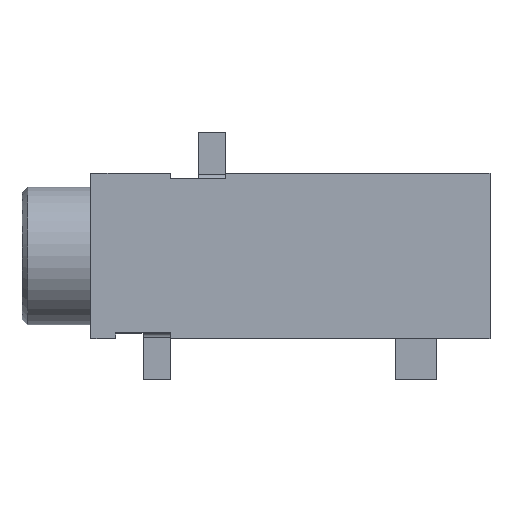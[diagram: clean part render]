
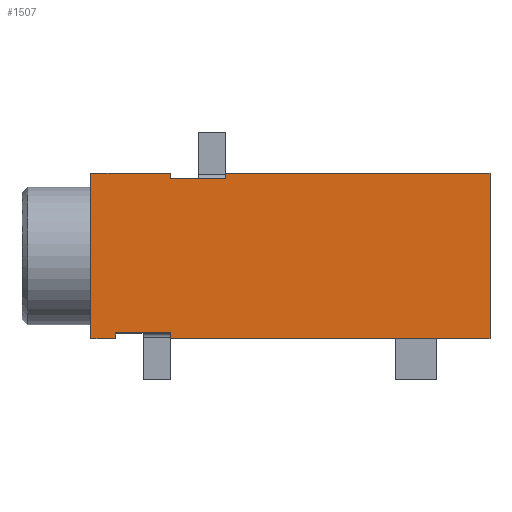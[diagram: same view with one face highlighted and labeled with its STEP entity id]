
A CAD part, top view. The second image highlights one B-rep face of the part: STEP entity #1507.
In plain terms, the highlighted planar face has unit normal (0, 0, 1).
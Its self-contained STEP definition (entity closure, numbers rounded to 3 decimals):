
#41 = VERTEX_POINT('',#42);
#42 = CARTESIAN_POINT('',(-3.5,-3.03,5.1));
#48 = EDGE_CURVE('',#49,#41,#51,.T.);
#49 = VERTEX_POINT('',#50);
#50 = CARTESIAN_POINT('',(-3.5,-0.03,5.1));
#51 = LINE('',#52,#53);
#52 = CARTESIAN_POINT('',(-3.5,-3.03,5.1));
#53 = VECTOR('',#54,1.);
#54 = DIRECTION('',(0.,-1.,0.));
#72 = VERTEX_POINT('',#73);
#73 = CARTESIAN_POINT('',(-2.6,-3.03,5.1));
#81 = EDGE_CURVE('',#72,#41,#82,.T.);
#82 = LINE('',#83,#84);
#83 = CARTESIAN_POINT('',(11.,-3.03,5.1));
#84 = VECTOR('',#85,1.);
#85 = DIRECTION('',(-1.,0.,-0.));
#111 = VERTEX_POINT('',#112);
#112 = CARTESIAN_POINT('',(-2.6,-2.83,5.1));
#118 = EDGE_CURVE('',#111,#72,#119,.T.);
#119 = LINE('',#120,#121);
#120 = CARTESIAN_POINT('',(-2.6,-0.03,5.1));
#121 = VECTOR('',#122,1.);
#122 = DIRECTION('',(0.,-1.,0.));
#175 = VERTEX_POINT('',#176);
#176 = CARTESIAN_POINT('',(-0.6,-2.83,5.1));
#182 = EDGE_CURVE('',#175,#111,#183,.T.);
#183 = LINE('',#184,#185);
#184 = CARTESIAN_POINT('',(-2.6,-2.83,5.1));
#185 = VECTOR('',#186,1.);
#186 = DIRECTION('',(-1.,0.,0.));
#520 = VERTEX_POINT('',#521);
#521 = CARTESIAN_POINT('',(11.,-3.03,5.1));
#527 = EDGE_CURVE('',#520,#528,#530,.T.);
#528 = VERTEX_POINT('',#529);
#529 = CARTESIAN_POINT('',(-0.6,-3.03,5.1));
#530 = LINE('',#531,#532);
#531 = CARTESIAN_POINT('',(11.,-3.03,5.1));
#532 = VECTOR('',#533,1.);
#533 = DIRECTION('',(-1.,0.,-0.));
#575 = EDGE_CURVE('',#175,#528,#576,.T.);
#576 = LINE('',#577,#578);
#577 = CARTESIAN_POINT('',(-0.6,-0.03,5.1));
#578 = VECTOR('',#579,1.);
#579 = DIRECTION('',(0.,-1.,0.));
#1153 = EDGE_CURVE('',#1154,#49,#1156,.T.);
#1154 = VERTEX_POINT('',#1155);
#1155 = CARTESIAN_POINT('',(-3.5,2.97,5.1));
#1156 = LINE('',#1157,#1158);
#1157 = CARTESIAN_POINT('',(-3.5,-3.03,5.1));
#1158 = VECTOR('',#1159,1.);
#1159 = DIRECTION('',(0.,-1.,0.));
#1184 = VERTEX_POINT('',#1185);
#1185 = CARTESIAN_POINT('',(-0.6,2.97,5.1));
#1193 = EDGE_CURVE('',#1184,#1154,#1194,.T.);
#1194 = LINE('',#1195,#1196);
#1195 = CARTESIAN_POINT('',(11.,2.97,5.1));
#1196 = VECTOR('',#1197,1.);
#1197 = DIRECTION('',(-1.,0.,-0.));
#1209 = EDGE_CURVE('',#1184,#1210,#1212,.T.);
#1210 = VERTEX_POINT('',#1211);
#1211 = CARTESIAN_POINT('',(-0.6,2.77,5.1));
#1212 = LINE('',#1213,#1214);
#1213 = CARTESIAN_POINT('',(-0.6,-0.03,5.1));
#1214 = VECTOR('',#1215,1.);
#1215 = DIRECTION('',(0.,-1.,0.));
#1242 = EDGE_CURVE('',#1210,#1243,#1245,.T.);
#1243 = VERTEX_POINT('',#1244);
#1244 = CARTESIAN_POINT('',(1.4,2.77,5.1));
#1245 = LINE('',#1246,#1247);
#1246 = CARTESIAN_POINT('',(3.75,2.77,5.1));
#1247 = VECTOR('',#1248,1.);
#1248 = DIRECTION('',(1.,0.,0.));
#1290 = VERTEX_POINT('',#1291);
#1291 = CARTESIAN_POINT('',(1.4,2.97,5.1));
#1297 = EDGE_CURVE('',#1298,#1290,#1300,.T.);
#1298 = VERTEX_POINT('',#1299);
#1299 = CARTESIAN_POINT('',(11.,2.97,5.1));
#1300 = LINE('',#1301,#1302);
#1301 = CARTESIAN_POINT('',(11.,2.97,5.1));
#1302 = VECTOR('',#1303,1.);
#1303 = DIRECTION('',(-1.,0.,-0.));
#1328 = EDGE_CURVE('',#1290,#1243,#1329,.T.);
#1329 = LINE('',#1330,#1331);
#1330 = CARTESIAN_POINT('',(1.4,-0.03,5.1));
#1331 = VECTOR('',#1332,1.);
#1332 = DIRECTION('',(0.,-1.,0.));
#1507 = ADVANCED_FACE('',(#1508),#1528,.T.);
#1508 = FACE_BOUND('',#1509,.T.);
#1509 = EDGE_LOOP('',(#1510,#1511,#1512,#1513,#1514,#1520,#1521,#1522,
    #1523,#1524,#1525,#1526,#1527));
#1510 = ORIENTED_EDGE('',*,*,#118,.F.);
#1511 = ORIENTED_EDGE('',*,*,#182,.F.);
#1512 = ORIENTED_EDGE('',*,*,#575,.T.);
#1513 = ORIENTED_EDGE('',*,*,#527,.F.);
#1514 = ORIENTED_EDGE('',*,*,#1515,.F.);
#1515 = EDGE_CURVE('',#1298,#520,#1516,.T.);
#1516 = LINE('',#1517,#1518);
#1517 = CARTESIAN_POINT('',(11.,-3.03,5.1));
#1518 = VECTOR('',#1519,1.);
#1519 = DIRECTION('',(0.,-1.,0.));
#1520 = ORIENTED_EDGE('',*,*,#1297,.T.);
#1521 = ORIENTED_EDGE('',*,*,#1328,.T.);
#1522 = ORIENTED_EDGE('',*,*,#1242,.F.);
#1523 = ORIENTED_EDGE('',*,*,#1209,.F.);
#1524 = ORIENTED_EDGE('',*,*,#1193,.T.);
#1525 = ORIENTED_EDGE('',*,*,#1153,.T.);
#1526 = ORIENTED_EDGE('',*,*,#48,.T.);
#1527 = ORIENTED_EDGE('',*,*,#81,.F.);
#1528 = PLANE('',#1529);
#1529 = AXIS2_PLACEMENT_3D('',#1530,#1531,#1532);
#1530 = CARTESIAN_POINT('',(3.667,-0.03,5.1));
#1531 = DIRECTION('',(0.,0.,1.));
#1532 = DIRECTION('',(0.,1.,0.));
